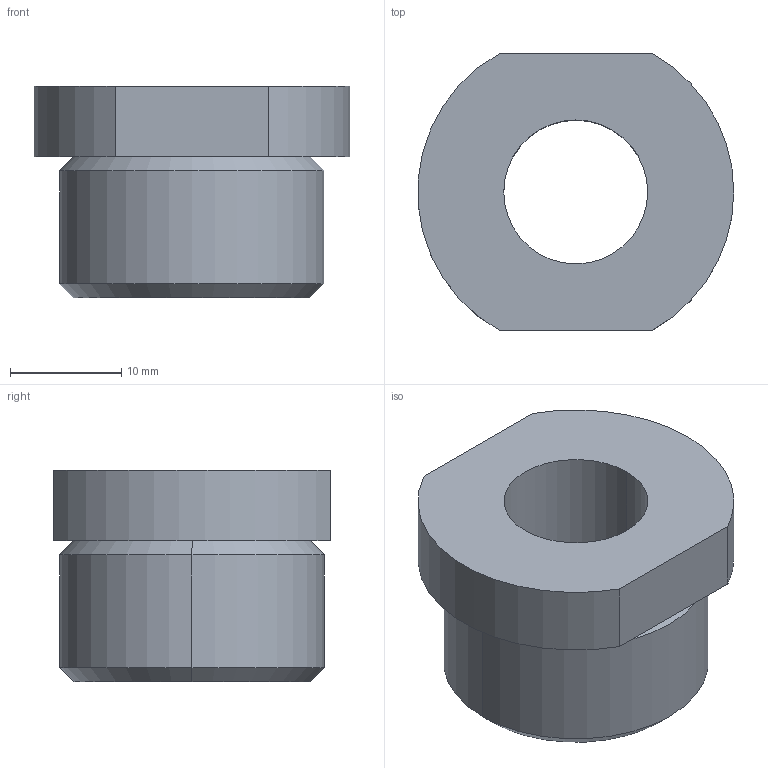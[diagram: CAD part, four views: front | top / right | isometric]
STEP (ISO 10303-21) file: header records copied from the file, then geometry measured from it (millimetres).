
FILE_DESCRIPTION (( 'STEP AP203' ), '1' );
FILE_NAME ('am-3262 DART Nut.STEP', '2021-06-01T19:25:19', ( '' ), ( '' ), 'SwSTEP 2.0', 'SolidWorks 2019', '' );
FILE_SCHEMA (( 'CONFIG_CONTROL_DESIGN' ));
Length unit declared in the file: inch
Products named in the file (1): am-3262 DART Nut
Bounding box: 28.4 x 24.89 x 19.05 mm (x, y, z)
Volume: 6849 mm3; surface area: 3290.5 mm2
Topology: 1 solids, 1 shells, 16 faces, 35 edges, 22 vertices
Faces by surface type: cylinder 7, plane 5, cone 4
Entity records: 528 total; most frequent: DIRECTION 87, CARTESIAN_POINT 74, ORIENTED_EDGE 70, EDGE_CURVE 35, AXIS2_PLACEMENT_3D 35, VERTEX_POINT 22, EDGE_LOOP 19, CIRCLE 18
